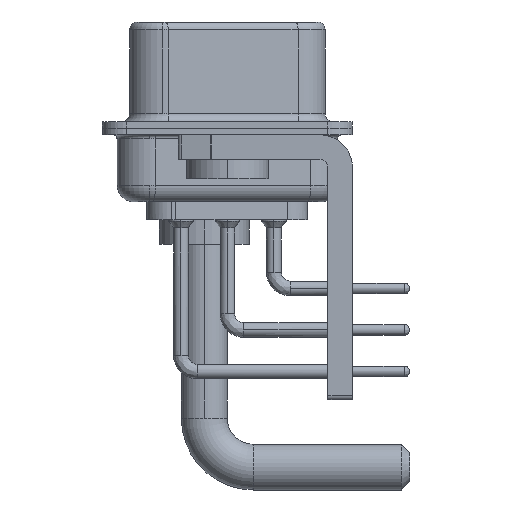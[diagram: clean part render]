
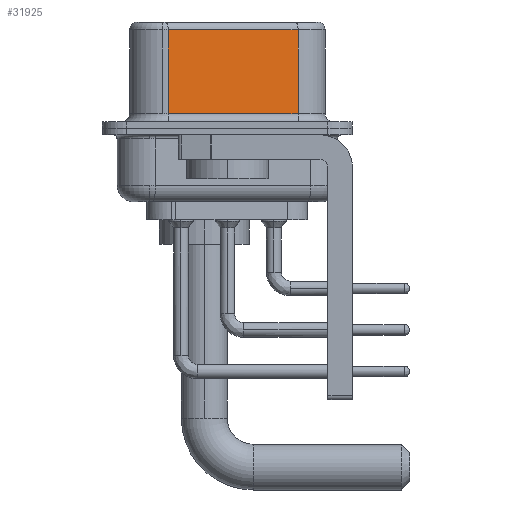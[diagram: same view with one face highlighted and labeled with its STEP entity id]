
A CAD part, left-side view. The second image highlights one B-rep face of the part: STEP entity #31925.
In plain terms, the highlighted planar face has unit normal (-0.985, -0.174, 0).
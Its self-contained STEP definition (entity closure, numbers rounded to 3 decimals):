
#258 = VERTEX_POINT ( 'NONE', #8044 ) ;
#277 = DIRECTION ( 'NONE',  ( 0.985, 0.174, 0. ) ) ;
#474 = CARTESIAN_POINT ( 'NONE',  ( 5.132, -4.322, 6.52 ) ) ;
#1126 = ORIENTED_EDGE ( 'NONE', *, *, #19596, .T. ) ;
#1525 = DIRECTION ( 'NONE',  ( 0., 0., -1. ) ) ;
#3904 = CARTESIAN_POINT ( 'NONE',  ( 5.132, -4.322, 0.9 ) ) ;
#4255 = CARTESIAN_POINT ( 'NONE',  ( 5.132, -4.322, 6.52 ) ) ;
#6157 = VECTOR ( 'NONE', #16498, 1000. ) ;
#6487 = LINE ( 'NONE', #27450, #29840 ) ;
#6957 = LINE ( 'NONE', #4255, #7336 ) ;
#7256 = DIRECTION ( 'NONE',  ( 0., 0., -1. ) ) ;
#7336 = VECTOR ( 'NONE', #1525, 1000. ) ;
#8044 = CARTESIAN_POINT ( 'NONE',  ( 5.132, -4.322, 6.02 ) ) ;
#10750 = LINE ( 'NONE', #30954, #23500 ) ;
#16498 = DIRECTION ( 'NONE',  ( 0.174, -0.985, 0. ) ) ;
#19596 = EDGE_CURVE ( 'NONE', #258, #33643, #10750, .T. ) ;
#20612 = DIRECTION ( 'NONE',  ( -0.174, 0.985, 0. ) ) ;
#20798 = PLANE ( 'NONE',  #27012 ) ;
#21385 = EDGE_CURVE ( 'NONE', #25154, #35964, #33826, .T. ) ;
#23500 = VECTOR ( 'NONE', #31510, 1000. ) ;
#24553 = ORIENTED_EDGE ( 'NONE', *, *, #37855, .F. ) ;
#25154 = VERTEX_POINT ( 'NONE', #35991 ) ;
#27012 = AXIS2_PLACEMENT_3D ( 'NONE', #474, #277, #20612 ) ;
#27450 = CARTESIAN_POINT ( 'NONE',  ( 3.73, 3.628, 6.52 ) ) ;
#28260 = EDGE_CURVE ( 'NONE', #33643, #25154, #6487, .T. ) ;
#28768 = CARTESIAN_POINT ( 'NONE',  ( 3.73, 3.628, 6.02 ) ) ;
#29840 = VECTOR ( 'NONE', #7256, 1000. ) ;
#30954 = CARTESIAN_POINT ( 'NONE',  ( 5.132, -4.322, 6.02 ) ) ;
#31510 = DIRECTION ( 'NONE',  ( -0.174, 0.985, 0. ) ) ;
#31925 = ADVANCED_FACE ( 'NONE', ( #35951 ), #20798, .F. ) ;
#32416 = ORIENTED_EDGE ( 'NONE', *, *, #28260, .T. ) ;
#33643 = VERTEX_POINT ( 'NONE', #28768 ) ;
#33826 = LINE ( 'NONE', #37491, #6157 ) ;
#35695 = ORIENTED_EDGE ( 'NONE', *, *, #21385, .T. ) ;
#35951 = FACE_OUTER_BOUND ( 'NONE', #37639, .T. ) ;
#35964 = VERTEX_POINT ( 'NONE', #3904 ) ;
#35991 = CARTESIAN_POINT ( 'NONE',  ( 3.73, 3.628, 0.9 ) ) ;
#37491 = CARTESIAN_POINT ( 'NONE',  ( 5.132, -4.322, 0.9 ) ) ;
#37639 = EDGE_LOOP ( 'NONE', ( #24553, #1126, #32416, #35695 ) ) ;
#37855 = EDGE_CURVE ( 'NONE', #258, #35964, #6957, .T. ) ;
